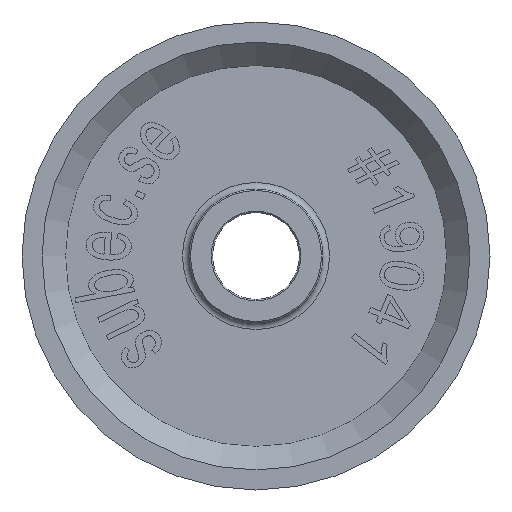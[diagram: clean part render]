
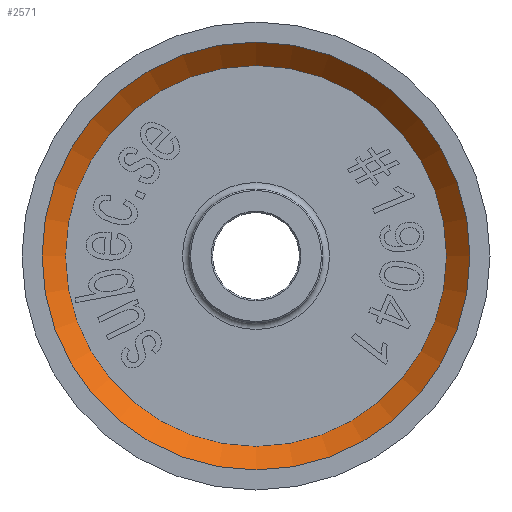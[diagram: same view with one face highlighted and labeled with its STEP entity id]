
A CAD part, left-side view. The second image highlights one B-rep face of the part: STEP entity #2571.
In plain terms, the highlighted conical face has half-angle 45 degrees and reference radius 32 mm.
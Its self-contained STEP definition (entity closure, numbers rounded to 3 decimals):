
#173 = AXIS2_PLACEMENT_3D ( 'NONE', #9485, #8512, #11379 ) ;
#453 = CARTESIAN_POINT ( 'NONE',  ( -4.5, 0., 32. ) ) ;
#804 = CIRCLE ( 'NONE', #7551, 28.5 ) ;
#2571 = ADVANCED_FACE ( 'NONE', ( #5789, #6700 ), #10444, .F. ) ;
#2746 = VERTEX_POINT ( 'NONE', #9963 ) ;
#3752 = EDGE_CURVE ( 'NONE', #8746, #8746, #10451, .T. ) ;
#4263 = AXIS2_PLACEMENT_3D ( 'NONE', #8383, #7237, #11122 ) ;
#5004 = EDGE_LOOP ( 'NONE', ( #8966 ) ) ;
#5789 = FACE_BOUND ( 'NONE', #10346, .T. ) ;
#6700 = FACE_OUTER_BOUND ( 'NONE', #5004, .T. ) ;
#7237 = DIRECTION ( 'NONE',  ( -1., 0., 0. ) ) ;
#7551 = AXIS2_PLACEMENT_3D ( 'NONE', #11338, #11209, #10305 ) ;
#8383 = CARTESIAN_POINT ( 'NONE',  ( -4.5, 0., 0. ) ) ;
#8512 = DIRECTION ( 'NONE',  ( -1., 0., 0. ) ) ;
#8514 = ORIENTED_EDGE ( 'NONE', *, *, #8537, .F. ) ;
#8537 = EDGE_CURVE ( 'NONE', #2746, #2746, #804, .T. ) ;
#8746 = VERTEX_POINT ( 'NONE', #453 ) ;
#8966 = ORIENTED_EDGE ( 'NONE', *, *, #3752, .T. ) ;
#9485 = CARTESIAN_POINT ( 'NONE',  ( -4.5, 0., 0. ) ) ;
#9963 = CARTESIAN_POINT ( 'NONE',  ( -1., 0., 28.5 ) ) ;
#10305 = DIRECTION ( 'NONE',  ( 0., 0., 1. ) ) ;
#10346 = EDGE_LOOP ( 'NONE', ( #8514 ) ) ;
#10444 = CONICAL_SURFACE ( 'NONE', #173, 32., 0.785 ) ;
#10451 = CIRCLE ( 'NONE', #4263, 32. ) ;
#11122 = DIRECTION ( 'NONE',  ( 0., 0., 1. ) ) ;
#11209 = DIRECTION ( 'NONE',  ( -1., 0., 0. ) ) ;
#11338 = CARTESIAN_POINT ( 'NONE',  ( -1., 0., 0. ) ) ;
#11379 = DIRECTION ( 'NONE',  ( 0., 0., 1. ) ) ;
